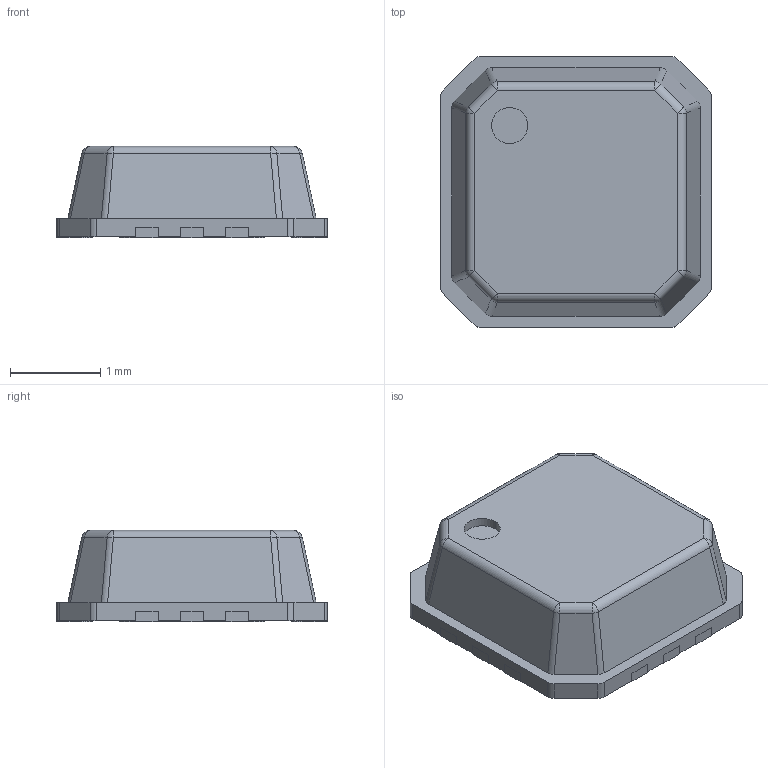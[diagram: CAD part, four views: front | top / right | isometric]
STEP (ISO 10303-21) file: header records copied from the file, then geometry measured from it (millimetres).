
FILE_DESCRIPTION (( 'STEP AP214' ), '1' );
FILE_NAME ('User Library-HVQFN-12.STEP', '2020-08-13T10:58:01', ( '' ), ( '' ), 'SwSTEP 2.0', 'SolidWorks 2020', '' );
FILE_SCHEMA (( 'AUTOMOTIVE_DESIGN' ));
Length unit declared in the file: millimetre
Products named in the file (1): User Library-HVQFN-12
Bounding box: 3 x 3 x 1.01 mm (x, y, z)
Volume: 6.9 mm3; surface area: 36.6 mm2
Topology: 14 solids, 14 shells, 199 faces, 480 edges, 312 vertices
Faces by surface type: plane 127, cylinder 64, sphere 8
Entity records: 8102 total; most frequent: CARTESIAN_POINT 1016, DIRECTION 992, ORIENTED_EDGE 960, EDGE_CURVE 480, LINE 352, VECTOR 352, AXIS2_PLACEMENT_3D 320, VERTEX_POINT 312
